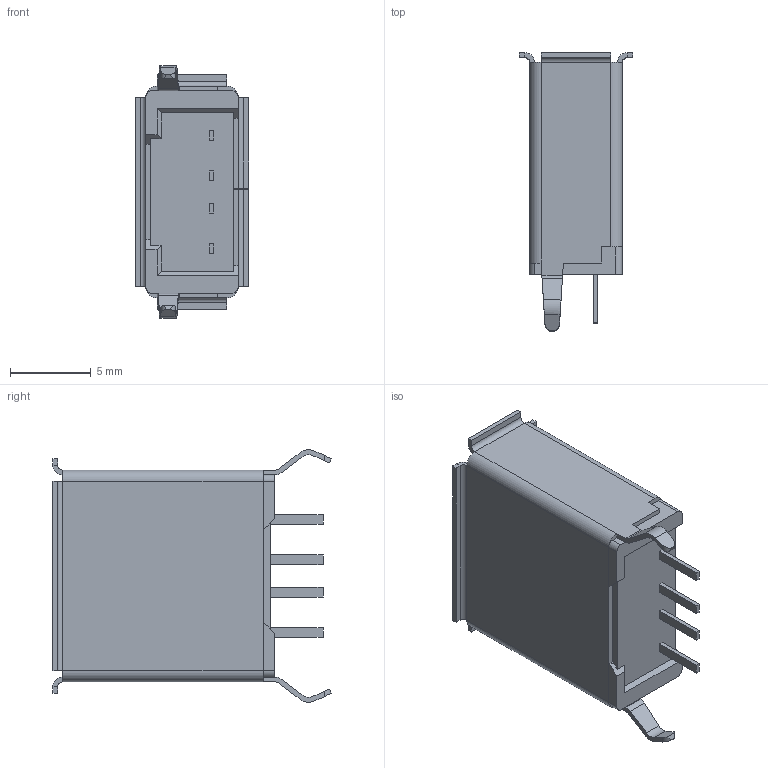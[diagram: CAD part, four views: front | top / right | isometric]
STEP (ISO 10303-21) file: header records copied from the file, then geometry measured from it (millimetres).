
FILE_DESCRIPTION (( 'STEP AP214' ), '1' );
FILE_NAME ('GSB11111ALF.STEP', '2022-12-12T19:55:13', ( '' ), ( '' ), 'SwSTEP 2.0', 'SolidWorks 2021', '' );
FILE_SCHEMA (( 'AUTOMOTIVE_DESIGN' ));
Length unit declared in the file: millimetre
Products named in the file (2): GSB11111ALF; GSB11111ALF_GSB11111ALF
Assembly tree (1 placements, depth 2):
  GSB11111ALF
    GSB11111ALF_GSB11111ALF
Bounding box: 7 x 17.2 x 15.6 mm (x, y, z)
Volume: 244.4 mm3; surface area: 1209.8 mm2
Topology: 6 solids, 6 shells, 158 faces, 374 edges, 228 vertices
Faces by surface type: plane 124, cylinder 34
Entity records: 5093 total; most frequent: CARTESIAN_POINT 848, ORIENTED_EDGE 748, DIRECTION 714, EDGE_CURVE 374, VECTOR 302, LINE 302, VERTEX_POINT 228, AXIS2_PLACEMENT_3D 206
